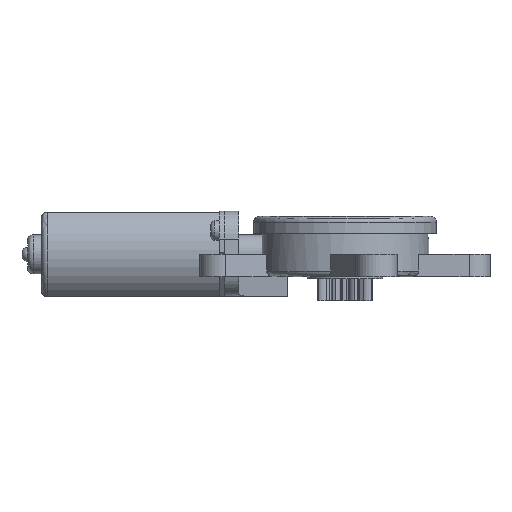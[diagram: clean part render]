
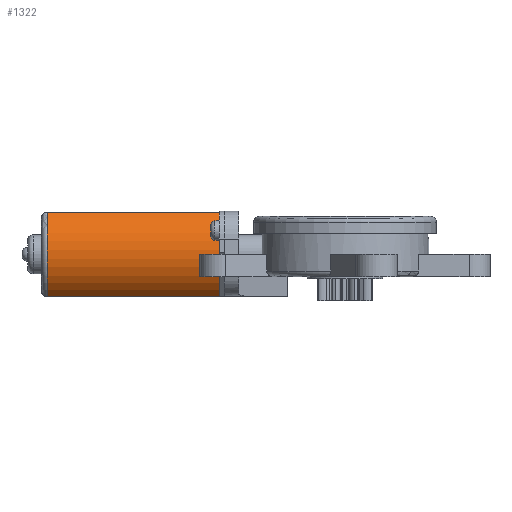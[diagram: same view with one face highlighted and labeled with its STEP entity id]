
A CAD part, front view. The second image highlights one B-rep face of the part: STEP entity #1322.
In plain terms, the highlighted cylindrical face has radius 19.5 mm (diameter 39 mm), a partial arc.
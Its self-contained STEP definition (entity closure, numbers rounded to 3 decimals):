
#154 = AXIS2_PLACEMENT_3D ( 'NONE', #1860, #13853, #3072 ) ;
#442 = VERTEX_POINT ( 'NONE', #10227 ) ;
#1322 = ADVANCED_FACE ( 'NONE', ( #1524 ), #15368, .T. ) ;
#1524 = FACE_OUTER_BOUND ( 'NONE', #1551, .T. ) ;
#1551 = EDGE_LOOP ( 'NONE', ( #7390, #8211, #10813, #15141 ) ) ;
#1860 = CARTESIAN_POINT ( 'NONE',  ( -45.15, 31.658, 3. ) ) ;
#3072 = DIRECTION ( 'NONE',  ( 0., 0., 1. ) ) ;
#3391 = LINE ( 'NONE', #10497, #5098 ) ;
#3840 = DIRECTION ( 'NONE',  ( 1., 0., 0. ) ) ;
#4573 = CIRCLE ( 'NONE', #154, 19.5 ) ;
#5098 = VECTOR ( 'NONE', #15377, 1000. ) ;
#5983 = EDGE_CURVE ( 'NONE', #8999, #11500, #3391, .T. ) ;
#6404 = EDGE_CURVE ( 'NONE', #442, #8341, #11160, .T. ) ;
#7078 = CARTESIAN_POINT ( 'NONE',  ( -106.95, 19.381, 18.15 ) ) ;
#7176 = CIRCLE ( 'NONE', #9629, 19.5 ) ;
#7183 = VECTOR ( 'NONE', #12199, 1000. ) ;
#7390 = ORIENTED_EDGE ( 'NONE', *, *, #5983, .F. ) ;
#8144 = CARTESIAN_POINT ( 'NONE',  ( -106.95, 31.658, 3. ) ) ;
#8211 = ORIENTED_EDGE ( 'NONE', *, *, #14481, .T. ) ;
#8341 = VERTEX_POINT ( 'NONE', #10577 ) ;
#8891 = EDGE_CURVE ( 'NONE', #8341, #11500, #4573, .T. ) ;
#8999 = VERTEX_POINT ( 'NONE', #7078 ) ;
#9629 = AXIS2_PLACEMENT_3D ( 'NONE', #8144, #11526, #11957 ) ;
#9816 = CARTESIAN_POINT ( 'NONE',  ( -45.15, 19.381, 18.15 ) ) ;
#10227 = CARTESIAN_POINT ( 'NONE',  ( -106.95, 19.381, -12.15 ) ) ;
#10497 = CARTESIAN_POINT ( 'NONE',  ( -108.95, 19.381, 18.15 ) ) ;
#10577 = CARTESIAN_POINT ( 'NONE',  ( -45.15, 19.381, -12.15 ) ) ;
#10813 = ORIENTED_EDGE ( 'NONE', *, *, #6404, .T. ) ;
#10951 = AXIS2_PLACEMENT_3D ( 'NONE', #11099, #3840, #12381 ) ;
#11099 = CARTESIAN_POINT ( 'NONE',  ( -108.95, 31.658, 3. ) ) ;
#11160 = LINE ( 'NONE', #13409, #7183 ) ;
#11500 = VERTEX_POINT ( 'NONE', #9816 ) ;
#11526 = DIRECTION ( 'NONE',  ( 1., 0., 0. ) ) ;
#11957 = DIRECTION ( 'NONE',  ( 0., 0., 1. ) ) ;
#12199 = DIRECTION ( 'NONE',  ( 1., 0., 0. ) ) ;
#12381 = DIRECTION ( 'NONE',  ( 0., 0., -1. ) ) ;
#13409 = CARTESIAN_POINT ( 'NONE',  ( -108.95, 19.381, -12.15 ) ) ;
#13853 = DIRECTION ( 'NONE',  ( -1., 0., 0. ) ) ;
#14481 = EDGE_CURVE ( 'NONE', #8999, #442, #7176, .T. ) ;
#15141 = ORIENTED_EDGE ( 'NONE', *, *, #8891, .T. ) ;
#15368 = CYLINDRICAL_SURFACE ( 'NONE', #10951, 19.5 ) ;
#15377 = DIRECTION ( 'NONE',  ( 1., 0., 0. ) ) ;
